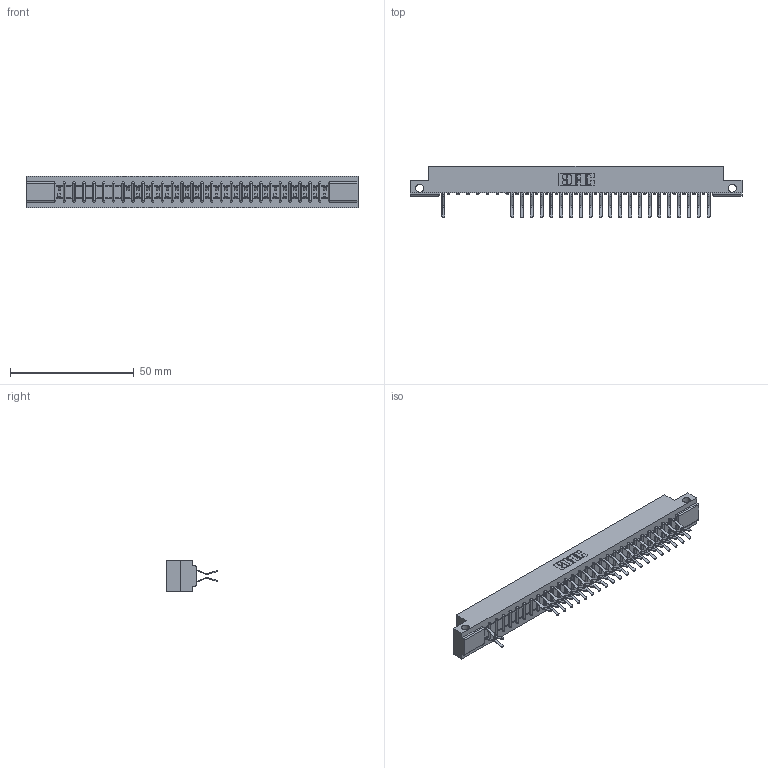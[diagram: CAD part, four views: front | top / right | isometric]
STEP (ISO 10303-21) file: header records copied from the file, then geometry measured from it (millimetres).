
FILE_DESCRIPTION (( 'STEP AP203' ), '1' );
FILE_NAME ('307-056-560-212.STEP', '2018-08-06T07:15:14', ( '' ), ( '' ), 'SwSTEP 2.0', 'SolidWorks 2016', '' );
FILE_SCHEMA (( 'CONFIG_CONTROL_DESIGN' ));
Length unit declared in the file: inch
Products named in the file (3): 307 Part_.128 Dia Side Mounting Holes; 307-290-001_560; 307-056-560-212
Assembly tree (44 placements, depth 2):
  307-056-560-212
    307 Part_.128 Dia Side Mounting Holes
    307-290-001_560  x43
Bounding box: 133.96 x 20.73 x 12.7 mm (x, y, z)
Volume: 13889 mm3; surface area: 15880.2 mm2
Topology: 44 solids, 44 shells, 2427 faces, 6845 edges, 4426 vertices
Faces by surface type: plane 1567, cylinder 802, sphere 58
Entity records: 26316 total; most frequent: CARTESIAN_POINT 4363, ORIENTED_EDGE 4334, DIRECTION 4267, EDGE_CURVE 2167, VECTOR 1655, LINE 1655, VERTEX_POINT 1402, AXIS2_PLACEMENT_3D 1306
